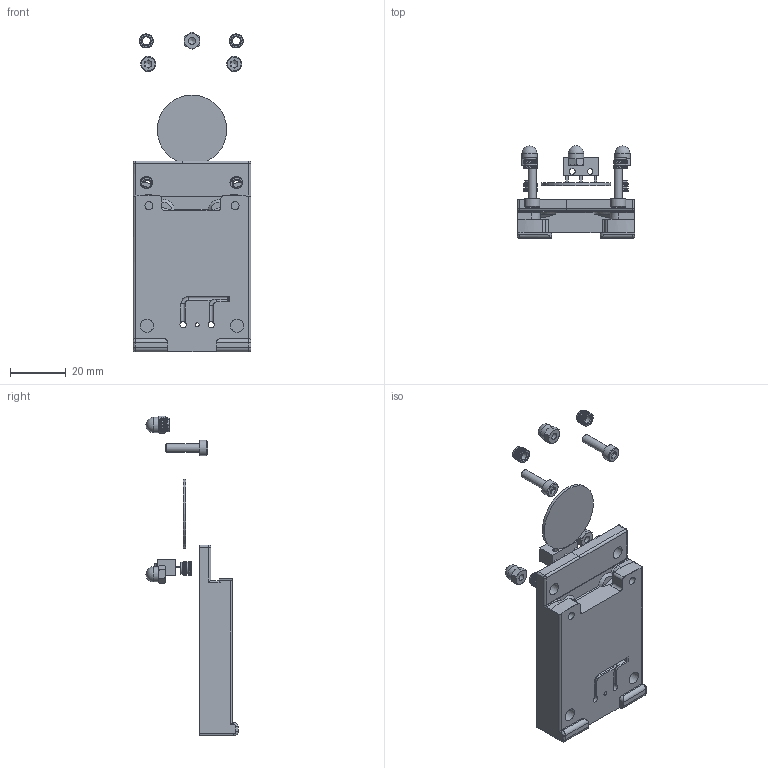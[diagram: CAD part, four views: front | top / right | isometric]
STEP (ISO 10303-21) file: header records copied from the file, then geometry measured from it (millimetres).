
FILE_DESCRIPTION(/* description */ (''),/* implementation_level */ '2;1');
FILE_NAME(/* name */ 'ToolPlate.step',/* time_stamp */ '2023-09-04T19:17:10+02:00',/* author */ (''),/* organization */ (''),/* preprocessor_version */ 'ST-DEVELOPER v20',/* originating_system */ 'Autodesk Translation Framework v12.9.0.99',/* authorisation */ '');
FILE_SCHEMA (('AUTOMOTIVE_DESIGN { 1 0 10303 214 3 1 1 }'));
Products named in the file (14): ToolPlate; M3 Threaded Insert (2); M3 Threaded Insert (3); M3 Threaded Insert (1); M3 Threaded Insert; M3x12 SHCS; M3x12 SHCS (11); Verzle DIN 1587 - M3 v1; D2F v2; D2F_ACTUATOR; D2F_BASE; Verzle DIN 1587 - M3 v1 (1); Verzle DIN 1587 - M3 v1 (2); Washer 25m
Assembly tree (13 placements, depth 3):
  ToolPlate
    M3 Threaded Insert (2)
    M3 Threaded Insert (3)
    M3 Threaded Insert (1)
    M3 Threaded Insert
    M3x12 SHCS
    M3x12 SHCS (11)
    Verzle DIN 1587 - M3 v1
    D2F v2
      D2F_ACTUATOR
      D2F_BASE
    Verzle DIN 1587 - M3 v1 (1)
    Verzle DIN 1587 - M3 v1 (2)
    Washer 25m
Bounding box: 42.4 x 33.2 x 115.2 mm (x, y, z)
Volume: 24764.6 mm3; surface area: 13419.2 mm2
Topology: 13 solids, 13 shells, 850 faces, 2261 edges, 1465 vertices
Faces by surface type: bspline 316, plane 200, cylinder 193, cone 134, sphere 5, torus 2
Full cylindrical faces by diameter (mm): 1.5 x1, 2 x1, 2.25 x2, 2.5 x3, 2.9 x6, 3 x2, 4.1 x4, 4.25 x8, 4.5 x2, 4.7 x2, 5.5 x5, 25 x1, 25.2 x1
Entity records: 46076 total; most frequent: CARTESIAN_POINT 26418, ORIENTED_EDGE 4506, DIRECTION 3360, EDGE_CURVE 2253, VERTEX_POINT 1465, AXIS2_PLACEMENT_3D 1355, EDGE_LOOP 908, FACE_OUTER_BOUND 850
